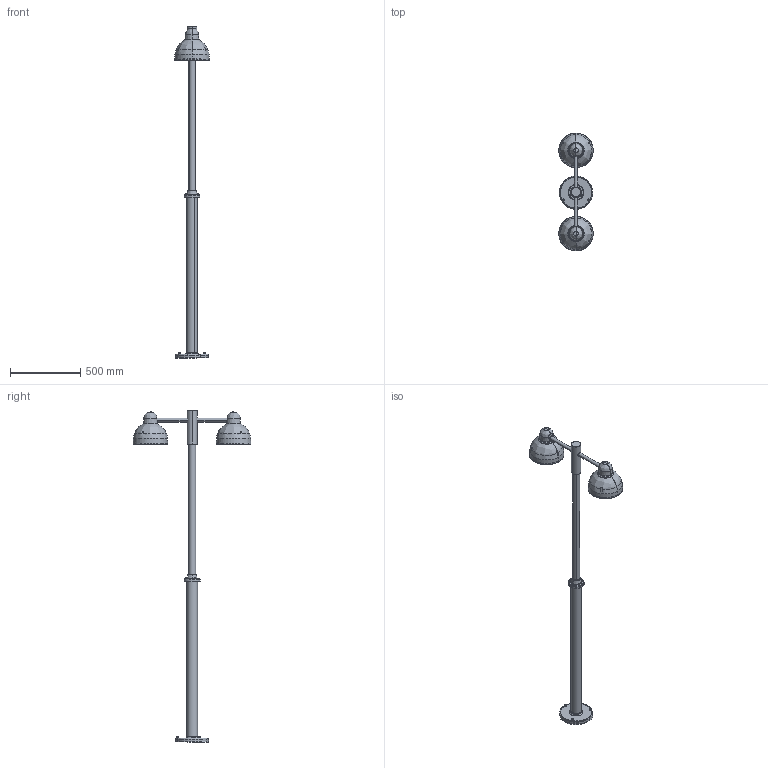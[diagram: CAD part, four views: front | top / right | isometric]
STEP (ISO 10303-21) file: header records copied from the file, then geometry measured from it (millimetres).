
FILE_DESCRIPTION (( 'STEP AP203' ), '1' );
FILE_NAME ('KOSTER_POLE_2x.STEP', '2024-02-06T07:41:53', ( '' ), ( '' ), 'SwSTEP 2.0', 'SolidWorks 2022', '' );
FILE_SCHEMA (( 'CONFIG_CONTROL_DESIGN' ));
Length unit declared in the file: millimetre
Products named in the file (8): _U54; _U9; 727 KOSTER na słup; socket head thin cap screw_din_DIN 7984 - M4 x 6 --- 6N; KOSTER_POLE_2x; koster 727; kw_koster szybka
Assembly tree (8 placements, depth 3):
  727 KOSTER na słup
  KOSTER_POLE_2x
    727 KOSTER na słup
      _U9
      _U54
    kw_koster szybka
    socket head thin cap screw_din_DIN 7984 - M4 x 6 --- 6N  x3
    koster 727
Bounding box: 245 x 837.23 x 2361.47 mm (x, y, z)
Volume: 2992784.3 mm3; surface area: 1955821.3 mm2
Topology: 29 solids, 29 shells, 1308 faces, 3086 edges, 1843 vertices
Faces by surface type: cone 406, cylinder 352, bspline 264, plane 250, torus 30, sphere 6
Entity records: 48603 total; most frequent: CARTESIAN_POINT 19409, DIRECTION 6256, ORIENTED_EDGE 5840, EDGE_CURVE 2920, AXIS2_PLACEMENT_3D 2658, VERTEX_POINT 1777, CIRCLE 1656, EDGE_LOOP 1365
